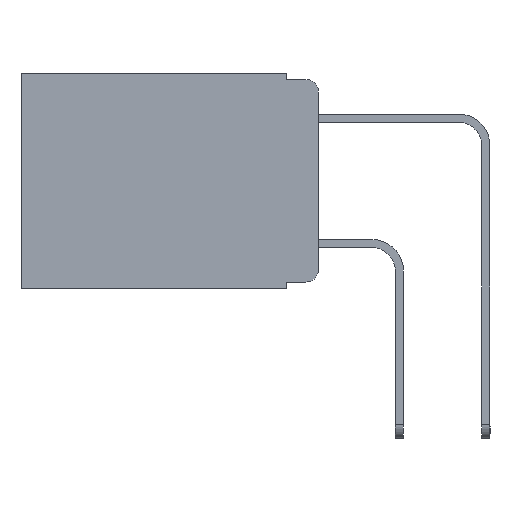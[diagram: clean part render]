
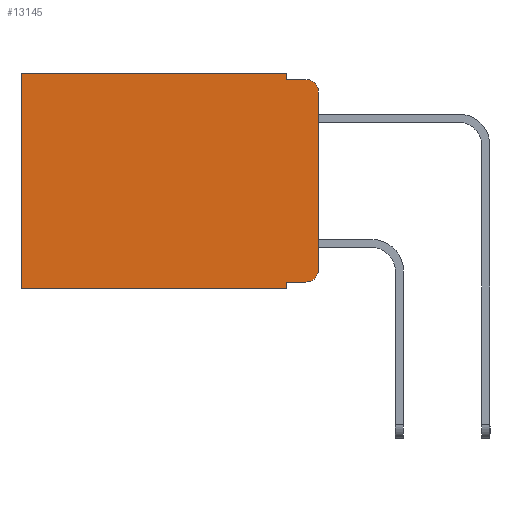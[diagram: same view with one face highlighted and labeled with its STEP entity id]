
A CAD part, left-side view. The second image highlights one B-rep face of the part: STEP entity #13145.
In plain terms, the highlighted planar face has unit normal (-1, 0, 0).
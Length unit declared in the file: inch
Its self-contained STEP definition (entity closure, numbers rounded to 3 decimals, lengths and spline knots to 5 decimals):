
#153 = ORIENTED_EDGE ( 'NONE', *, *, #3734, .T. ) ;
#196 = VERTEX_POINT ( 'NONE', #15773 ) ;
#588 = EDGE_CURVE ( 'NONE', #3024, #12991, #10627, .T. ) ;
#627 = VERTEX_POINT ( 'NONE', #11956 ) ;
#800 = VERTEX_POINT ( 'NONE', #1672 ) ;
#976 = EDGE_CURVE ( 'NONE', #4329, #627, #2360, .T. ) ;
#1117 = AXIS2_PLACEMENT_3D ( 'NONE', #14690, #8409, #8642 ) ;
#1232 = CARTESIAN_POINT ( 'NONE',  ( 0.298, 0.02, -0.01 ) ) ;
#1463 = VECTOR ( 'NONE', #4073, 39.37008 ) ;
#1627 = CARTESIAN_POINT ( 'NONE',  ( 0.298, 0.051, 0. ) ) ;
#1672 = CARTESIAN_POINT ( 'NONE',  ( 0.298, 0.473, 0. ) ) ;
#1920 = CARTESIAN_POINT ( 'NONE',  ( 0.298, 0., 0. ) ) ;
#1953 = ORIENTED_EDGE ( 'NONE', *, *, #7139, .F. ) ;
#2026 = CARTESIAN_POINT ( 'NONE',  ( 0.298, 0.02, -0.03 ) ) ;
#2098 = CARTESIAN_POINT ( 'NONE',  ( 0.298, 0.051, -0.333 ) ) ;
#2141 = LINE ( 'NONE', #5932, #14832 ) ;
#2226 = CARTESIAN_POINT ( 'NONE',  ( 0.298, 0.473, 0. ) ) ;
#2241 = CARTESIAN_POINT ( 'NONE',  ( 0.298, 0.051, 0. ) ) ;
#2278 = VECTOR ( 'NONE', #14638, 39.37008 ) ;
#2360 = LINE ( 'NONE', #15838, #15141 ) ;
#2933 = CARTESIAN_POINT ( 'NONE',  ( 0.298, 0.02, -0.313 ) ) ;
#3024 = VERTEX_POINT ( 'NONE', #2241 ) ;
#3158 = LINE ( 'NONE', #1920, #6403 ) ;
#3170 = DIRECTION ( 'NONE',  ( -1., 0., 0. ) ) ;
#3245 = ORIENTED_EDGE ( 'NONE', *, *, #15360, .F. ) ;
#3339 = DIRECTION ( 'NONE',  ( -1., 0., 0. ) ) ;
#3734 = EDGE_CURVE ( 'NONE', #7351, #627, #4392, .T. ) ;
#3970 = VERTEX_POINT ( 'NONE', #7787 ) ;
#4073 = DIRECTION ( 'NONE',  ( 0., 1., 0. ) ) ;
#4329 = VERTEX_POINT ( 'NONE', #9761 ) ;
#4392 = CIRCLE ( 'NONE', #10749, 0.02 ) ;
#4664 = DIRECTION ( 'NONE',  ( 0., 0., -1. ) ) ;
#5246 = VERTEX_POINT ( 'NONE', #1232 ) ;
#5494 = CARTESIAN_POINT ( 'NONE',  ( 0.298, 0.051, 0. ) ) ;
#5566 = ORIENTED_EDGE ( 'NONE', *, *, #13939, .T. ) ;
#5600 = ORIENTED_EDGE ( 'NONE', *, *, #14258, .T. ) ;
#5932 = CARTESIAN_POINT ( 'NONE',  ( 0.298, 0.051, -0.01 ) ) ;
#6124 = VERTEX_POINT ( 'NONE', #2098 ) ;
#6126 = CIRCLE ( 'NONE', #15379, 0.02 ) ;
#6316 = ORIENTED_EDGE ( 'NONE', *, *, #588, .F. ) ;
#6403 = VECTOR ( 'NONE', #6793, 39.37008 ) ;
#6553 = ORIENTED_EDGE ( 'NONE', *, *, #976, .F. ) ;
#6793 = DIRECTION ( 'NONE',  ( 0., 1., 0. ) ) ;
#7113 = DIRECTION ( 'NONE',  ( 0., 0., -1. ) ) ;
#7139 = EDGE_CURVE ( 'NONE', #6124, #3970, #7983, .T. ) ;
#7351 = VERTEX_POINT ( 'NONE', #11958 ) ;
#7411 = VECTOR ( 'NONE', #7113, 39.37008 ) ;
#7787 = CARTESIAN_POINT ( 'NONE',  ( 0.298, 0.051, -0.343 ) ) ;
#7884 = LINE ( 'NONE', #15156, #1463 ) ;
#7969 = DIRECTION ( 'NONE',  ( 0., 0., -1. ) ) ;
#7983 = LINE ( 'NONE', #1627, #14927 ) ;
#8409 = DIRECTION ( 'NONE',  ( 1., 0., 0. ) ) ;
#8593 = CARTESIAN_POINT ( 'NONE',  ( 0.298, 0.051, -0.333 ) ) ;
#8642 = DIRECTION ( 'NONE',  ( 0., 0., -1. ) ) ;
#9221 = DIRECTION ( 'NONE',  ( 0., 0., -1. ) ) ;
#9761 = CARTESIAN_POINT ( 'NONE',  ( 0.298, 0., -0.03 ) ) ;
#10627 = LINE ( 'NONE', #5494, #15666 ) ;
#10749 = AXIS2_PLACEMENT_3D ( 'NONE', #2933, #3170, #7969 ) ;
#10843 = LINE ( 'NONE', #8593, #2278 ) ;
#10886 = DIRECTION ( 'NONE',  ( 0., 0., -1. ) ) ;
#10891 = FACE_OUTER_BOUND ( 'NONE', #15225, .T. ) ;
#11413 = ORIENTED_EDGE ( 'NONE', *, *, #14785, .T. ) ;
#11956 = CARTESIAN_POINT ( 'NONE',  ( 0.298, 0., -0.313 ) ) ;
#11958 = CARTESIAN_POINT ( 'NONE',  ( 0.298, 0.02, -0.333 ) ) ;
#12228 = DIRECTION ( 'NONE',  ( 0., -1., 0. ) ) ;
#12315 = LINE ( 'NONE', #2226, #7411 ) ;
#12651 = EDGE_CURVE ( 'NONE', #12991, #5246, #2141, .T. ) ;
#12991 = VERTEX_POINT ( 'NONE', #14445 ) ;
#13035 = DIRECTION ( 'NONE',  ( 0., 0., -1. ) ) ;
#13145 = ADVANCED_FACE ( 'NONE', ( #10891 ), #15922, .F. ) ;
#13939 = EDGE_CURVE ( 'NONE', #4329, #5246, #6126, .T. ) ;
#13985 = ORIENTED_EDGE ( 'NONE', *, *, #12651, .F. ) ;
#14258 = EDGE_CURVE ( 'NONE', #3024, #800, #3158, .T. ) ;
#14445 = CARTESIAN_POINT ( 'NONE',  ( 0.298, 0.051, -0.01 ) ) ;
#14638 = DIRECTION ( 'NONE',  ( 0., -1., 0. ) ) ;
#14690 = CARTESIAN_POINT ( 'NONE',  ( 0.298, 0., 0. ) ) ;
#14785 = EDGE_CURVE ( 'NONE', #800, #196, #12315, .T. ) ;
#14832 = VECTOR ( 'NONE', #12228, 39.37008 ) ;
#14927 = VECTOR ( 'NONE', #13035, 39.37008 ) ;
#15141 = VECTOR ( 'NONE', #10886, 39.37008 ) ;
#15156 = CARTESIAN_POINT ( 'NONE',  ( 0.298, 0., -0.343 ) ) ;
#15225 = EDGE_LOOP ( 'NONE', ( #6553, #5566, #13985, #6316, #5600, #11413, #3245, #1953, #15241, #153 ) ) ;
#15241 = ORIENTED_EDGE ( 'NONE', *, *, #16135, .T. ) ;
#15360 = EDGE_CURVE ( 'NONE', #3970, #196, #7884, .T. ) ;
#15379 = AXIS2_PLACEMENT_3D ( 'NONE', #2026, #3339, #4664 ) ;
#15666 = VECTOR ( 'NONE', #9221, 39.37008 ) ;
#15773 = CARTESIAN_POINT ( 'NONE',  ( 0.298, 0.473, -0.343 ) ) ;
#15838 = CARTESIAN_POINT ( 'NONE',  ( 0.298, 0., 0. ) ) ;
#15922 = PLANE ( 'NONE',  #1117 ) ;
#16135 = EDGE_CURVE ( 'NONE', #6124, #7351, #10843, .T. ) ;
